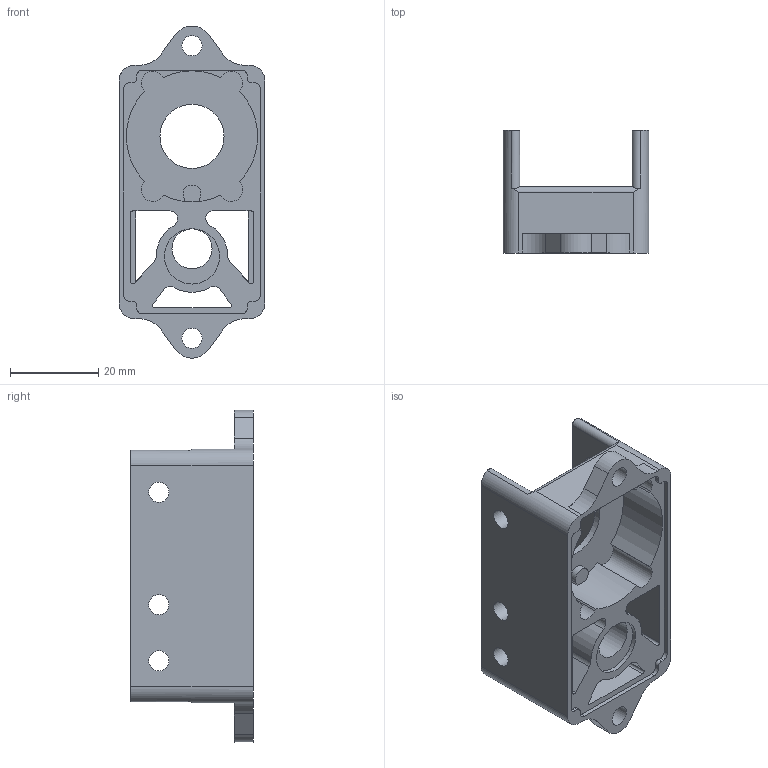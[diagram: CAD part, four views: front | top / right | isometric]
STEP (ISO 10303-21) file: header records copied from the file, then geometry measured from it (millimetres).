
FILE_DESCRIPTION(/* description */ (''),/* implementation_level */ '2;1');
FILE_NAME(/* name */ 'CapOriginal.stp',/* time_stamp */ '2025-09-08T22:41:50-04:00',/* author */ ('Teddy'),/* organization */ (''),/* preprocessor_version */ 'ST-DEVELOPER v20.1',/* originating_system */ 'Autodesk Inventor 2026',/* authorisation */ '');
FILE_SCHEMA (('AUTOMOTIVE_DESIGN { 1 0 10303 214 3 1 1 }'));
Length unit declared in the file: inch
Products named in the file (1): CapOriginal
Bounding box: 33 x 27.7 x 75.05 mm (x, y, z)
Volume: 17962.8 mm3; surface area: 12945.8 mm2
Topology: 1 solids, 1 shells, 116 faces, 337 edges, 224 vertices
Faces by surface type: cylinder 63, plane 53
Full cylindrical faces by diameter (mm): 4.572 x8, 9.042 x1, 12.5 x1, 14.5 x1
Entity records: 4132 total; most frequent: CARTESIAN_POINT 758, DIRECTION 687, ORIENTED_EDGE 674, EDGE_CURVE 337, AXIS2_PLACEMENT_3D 241, VERTEX_POINT 224, LINE 205, VECTOR 205
